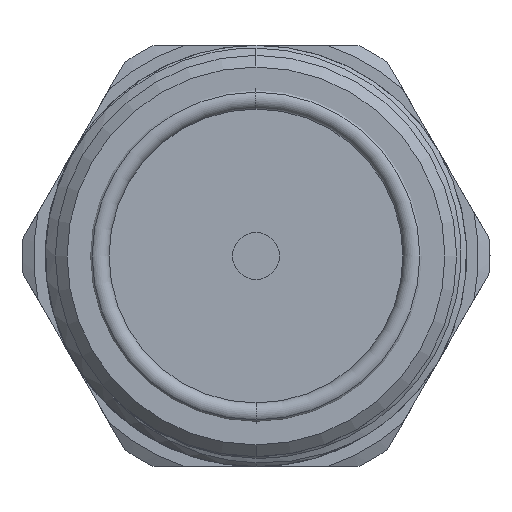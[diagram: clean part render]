
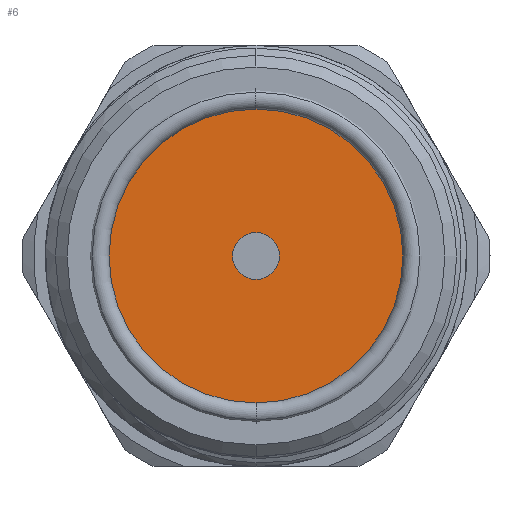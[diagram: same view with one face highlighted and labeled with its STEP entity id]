
A CAD part, front view. The second image highlights one B-rep face of the part: STEP entity #6.
In plain terms, the highlighted planar face has unit normal (0, -1, 0).
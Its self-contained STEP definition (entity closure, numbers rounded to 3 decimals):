
#6 = ADVANCED_FACE ( 'NONE', ( #3490, #5227 ), #5819, .T. ) ;
#437 = DIRECTION ( 'NONE',  ( 0., 0., -1. ) ) ;
#1073 = DIRECTION ( 'NONE',  ( 0., -1., 0. ) ) ;
#1181 = CIRCLE ( 'NONE', #6047, 14. ) ;
#1285 = AXIS2_PLACEMENT_3D ( 'NONE', #4963, #1073, #5619 ) ;
#1491 = CIRCLE ( 'NONE', #2065, 14. ) ;
#1576 = VERTEX_POINT ( 'NONE', #4223 ) ;
#1684 = DIRECTION ( 'NONE',  ( 0., -1., 0. ) ) ;
#1750 = VERTEX_POINT ( 'NONE', #4398 ) ;
#2002 = CARTESIAN_POINT ( 'NONE',  ( 0., -5.6, 0. ) ) ;
#2065 = AXIS2_PLACEMENT_3D ( 'NONE', #5580, #1684, #6238 ) ;
#2149 = EDGE_LOOP ( 'NONE', ( #3031, #7967 ) ) ;
#2640 = DIRECTION ( 'NONE',  ( 0., 0., -1. ) ) ;
#3031 = ORIENTED_EDGE ( 'NONE', *, *, #3549, .F. ) ;
#3490 = FACE_BOUND ( 'NONE', #2149, .T. ) ;
#3549 = EDGE_CURVE ( 'NONE', #3703, #1750, #6489, .T. ) ;
#3703 = VERTEX_POINT ( 'NONE', #5042 ) ;
#4005 = EDGE_LOOP ( 'NONE', ( #6295, #4545 ) ) ;
#4155 = EDGE_CURVE ( 'NONE', #1576, #7353, #1181, .T. ) ;
#4223 = CARTESIAN_POINT ( 'NONE',  ( 0., -5.6, -14. ) ) ;
#4348 = DIRECTION ( 'NONE',  ( 0., -1., 0. ) ) ;
#4398 = CARTESIAN_POINT ( 'NONE',  ( 0., -5.6, 2. ) ) ;
#4545 = ORIENTED_EDGE ( 'NONE', *, *, #7043, .T. ) ;
#4963 = CARTESIAN_POINT ( 'NONE',  ( 0., -5.6, 0. ) ) ;
#5042 = CARTESIAN_POINT ( 'NONE',  ( 0., -5.6, -2. ) ) ;
#5185 = AXIS2_PLACEMENT_3D ( 'NONE', #7582, #6318, #6255 ) ;
#5227 = FACE_OUTER_BOUND ( 'NONE', #4005, .T. ) ;
#5580 = CARTESIAN_POINT ( 'NONE',  ( 0., -5.6, 0. ) ) ;
#5619 = DIRECTION ( 'NONE',  ( 0., 0., -1. ) ) ;
#5819 = PLANE ( 'NONE',  #5185 ) ;
#5887 = EDGE_CURVE ( 'NONE', #1750, #3703, #8070, .T. ) ;
#6047 = AXIS2_PLACEMENT_3D ( 'NONE', #2002, #6546, #2640 ) ;
#6201 = AXIS2_PLACEMENT_3D ( 'NONE', #8196, #4348, #437 ) ;
#6238 = DIRECTION ( 'NONE',  ( 0., 0., -1. ) ) ;
#6255 = DIRECTION ( 'NONE',  ( 0., 0., -1. ) ) ;
#6295 = ORIENTED_EDGE ( 'NONE', *, *, #4155, .T. ) ;
#6318 = DIRECTION ( 'NONE',  ( 0., -1., 0. ) ) ;
#6489 = CIRCLE ( 'NONE', #1285, 2. ) ;
#6546 = DIRECTION ( 'NONE',  ( 0., -1., 0. ) ) ;
#7043 = EDGE_CURVE ( 'NONE', #7353, #1576, #1491, .T. ) ;
#7287 = CARTESIAN_POINT ( 'NONE',  ( 0., -5.6, 14. ) ) ;
#7353 = VERTEX_POINT ( 'NONE', #7287 ) ;
#7582 = CARTESIAN_POINT ( 'NONE',  ( 0., -5.6, 0. ) ) ;
#7967 = ORIENTED_EDGE ( 'NONE', *, *, #5887, .F. ) ;
#8070 = CIRCLE ( 'NONE', #6201, 2. ) ;
#8196 = CARTESIAN_POINT ( 'NONE',  ( 0., -5.6, 0. ) ) ;
